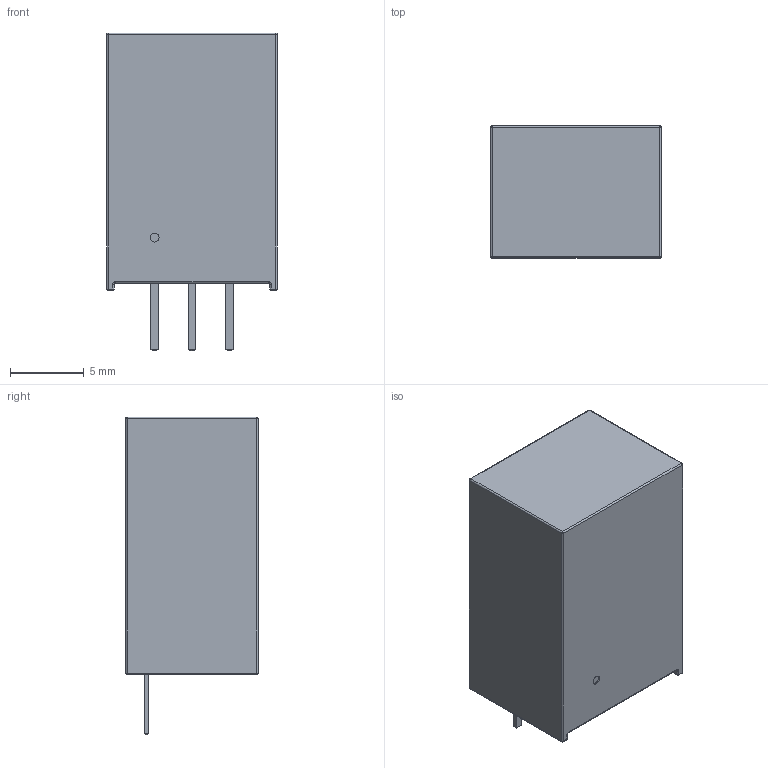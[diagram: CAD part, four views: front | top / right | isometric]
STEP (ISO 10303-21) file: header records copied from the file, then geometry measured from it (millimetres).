
FILE_DESCRIPTION (( 'STEP AP214' ), '1' );
FILE_NAME ('PWRM-TH_3P-L11.6-W9.0-P2.54.step', '2022-07-09T10:44:38', ( '' ), ( '' ), 'SwSTEP 2.0', 'SolidWorks 2020', '' );
FILE_SCHEMA (( 'AUTOMOTIVE_DESIGN' ));
Length unit declared in the file: millimetre
Products named in the file (1): PWRM-TH_3P-L11.6-W9.0-P2.54
Bounding box: 11.6 x 9 x 21.6 mm (x, y, z)
Volume: 1781 mm3; surface area: 942.1 mm2
Topology: 1 solids, 1 shells, 363 faces, 949 edges, 606 vertices
Faces by surface type: plane 209, bspline 112, cylinder 26, sphere 12, torus 4
Entity records: 15511 total; most frequent: CARTESIAN_POINT 4011, ORIENTED_EDGE 1874, DIRECTION 1269, EDGE_CURVE 937, LINE 653, VECTOR 653, VERTEX_POINT 606, EDGE_LOOP 393
